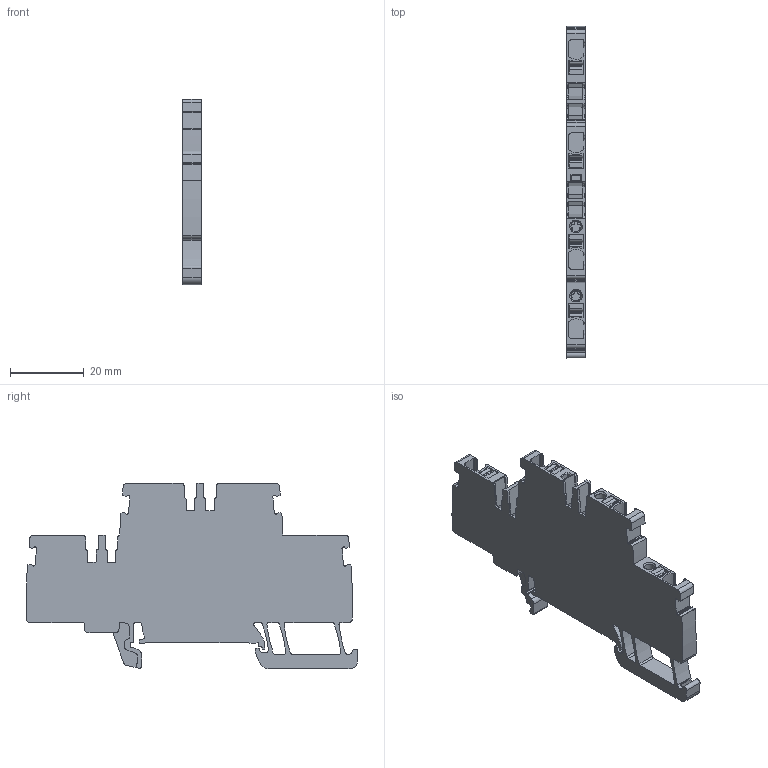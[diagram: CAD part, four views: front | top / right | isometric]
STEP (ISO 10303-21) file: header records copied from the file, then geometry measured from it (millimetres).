
FILE_DESCRIPTION(('CATIA V5 STEP Exchange','CAx-IF Rec.Pracs.--- Model Styling and Organization---1.5--- 2016-08-15','CAx-IF Rec.Pracs.---Supplemental Geometry---1.0---2011-11-01','CAx-IF Rec.Pracs.--- Composite Materials ---1.1---2010-07-15'),'2;1');
FILE_NAME ('D1614374_0', '2024-06-05T08:12:17+00:00', ('none'), ('Weidmueller'), 'CATIA Version 5-6 Release 2022 SP4 HF5', 'CATIA V5 STEP AP214 v3', 'none');
FILE_SCHEMA(('AUTOMOTIVE_DESIGN { 1 0 10303 214 1 1 1 1 }'));
Length unit declared in the file: millimetre
Products named in the file (1): 3025940000_A2T_2_5_WT
Bounding box: 5.1 x 89.73 x 50.15 mm (x, y, z)
Volume: 13622 mm3; surface area: 9604.5 mm2
Topology: 1 solids, 1 shells, 643 faces, 1889 edges, 1257 vertices
Faces by surface type: plane 304, cylinder 279, extrusion 56, cone 4
Entity records: 22697 total; most frequent: CARTESIAN_POINT 5771, ORIENTED_EDGE 3778, DIRECTION 2680, EDGE_CURVE 1889, VERTEX_POINT 1257, VECTOR 1250, LINE 1194, AXIS2_PLACEMENT_3D 968
